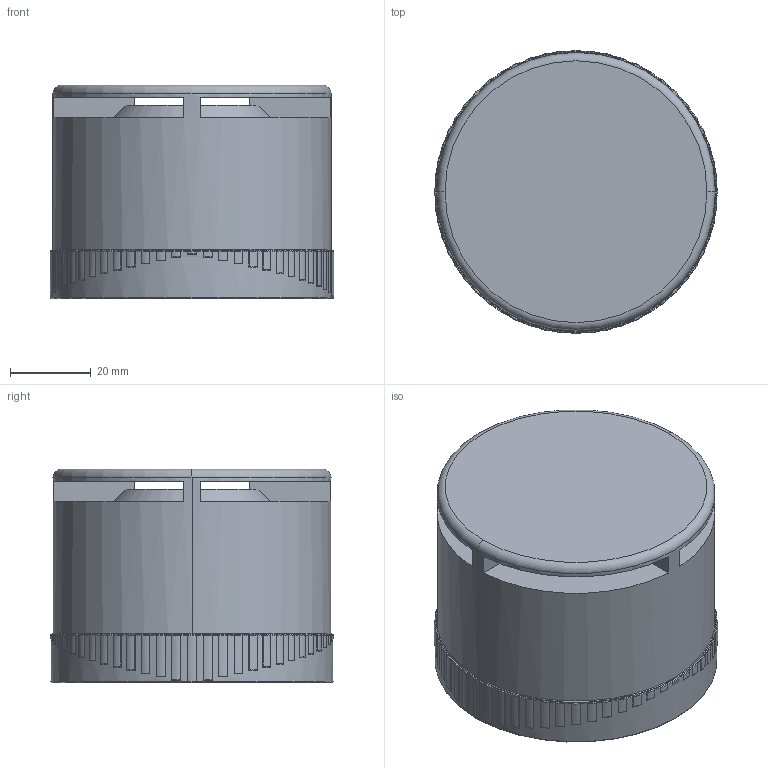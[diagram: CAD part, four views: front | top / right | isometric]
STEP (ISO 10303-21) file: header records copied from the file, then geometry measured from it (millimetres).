
FILE_DESCRIPTION (( 'STEP AP214' ), '1' );
FILE_NAME ('TLM Sounder Module.STEP', '2025-04-04T08:41:41', ( '' ), ( '' ), 'SwSTEP 2.0', 'SolidWorks 2025', '' );
FILE_SCHEMA (( 'AUTOMOTIVE_DESIGN' ));
Length unit declared in the file: millimetre
Products named in the file (1): TLM Sounder Module
Bounding box: 70.3 x 70.3 x 53 mm (x, y, z)
Volume: 66059.2 mm3; surface area: 47964.3 mm2
Topology: 7 solids, 7 shells, 918 faces, 2243 edges, 1229 vertices
Faces by surface type: cylinder 285, cone 225, torus 190, bspline 118, plane 92, sphere 8
Entity records: 31756 total; most frequent: CARTESIAN_POINT 11549, DIRECTION 4278, ORIENTED_EDGE 4246, EDGE_CURVE 2123, AXIS2_PLACEMENT_3D 1799, VERTEX_POINT 1229, CIRCLE 998, EDGE_LOOP 952
